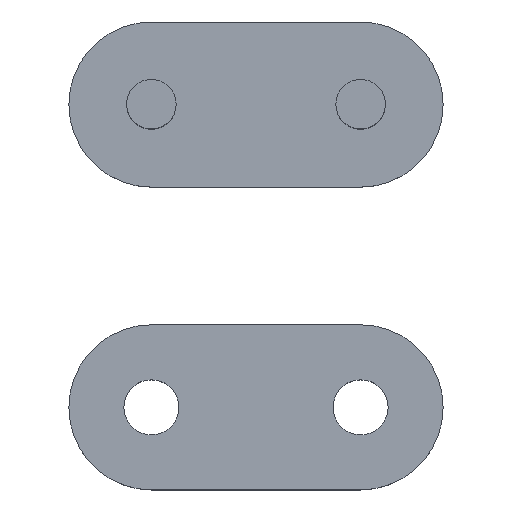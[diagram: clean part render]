
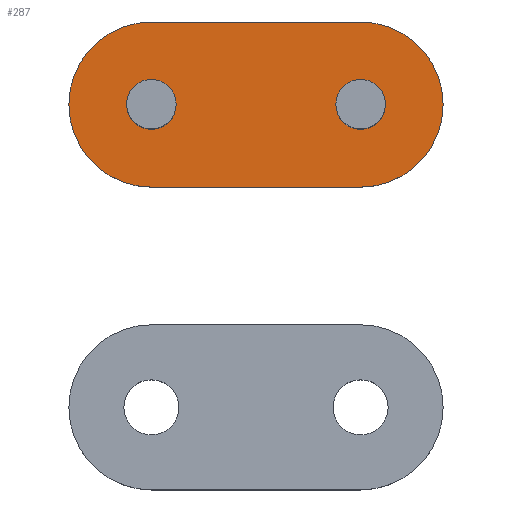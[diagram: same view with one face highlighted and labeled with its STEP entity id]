
A CAD part, top view. The second image highlights one B-rep face of the part: STEP entity #287.
In plain terms, the highlighted planar face has unit normal (0, 0, 1).
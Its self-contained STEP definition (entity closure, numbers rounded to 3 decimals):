
#31=PLANE('',#332);
#47=FACE_OUTER_BOUND('',#67,.T.);
#67=EDGE_LOOP('',(#225,#226,#227,#228));
#83=LINE('',#464,#103);
#88=LINE('',#478,#108);
#103=VECTOR('',#376,10.);
#108=VECTOR('',#389,10.);
#125=CIRCLE('',#326,1.5);
#127=CIRCLE('',#330,1.5);
#141=VERTEX_POINT('',#462);
#142=VERTEX_POINT('',#463);
#145=VERTEX_POINT('',#471);
#147=VERTEX_POINT('',#477);
#167=EDGE_CURVE('',#141,#142,#83,.T.);
#171=EDGE_CURVE('',#142,#145,#125,.T.);
#174=EDGE_CURVE('',#145,#147,#88,.T.);
#177=EDGE_CURVE('',#147,#141,#127,.T.);
#225=ORIENTED_EDGE('',*,*,#177,.T.);
#226=ORIENTED_EDGE('',*,*,#167,.T.);
#227=ORIENTED_EDGE('',*,*,#171,.T.);
#228=ORIENTED_EDGE('',*,*,#174,.T.);
#287=ADVANCED_FACE('',(#47),#31,.T.);
#326=AXIS2_PLACEMENT_3D('',#472,#382,#383);
#330=AXIS2_PLACEMENT_3D('',#483,#394,#395);
#332=AXIS2_PLACEMENT_3D('',#485,#398,#399);
#376=DIRECTION('',(1.,0.,0.));
#382=DIRECTION('center_axis',(0.,0.,1.));
#383=DIRECTION('ref_axis',(0.,-1.,0.));
#389=DIRECTION('',(-1.,0.,0.));
#394=DIRECTION('center_axis',(0.,0.,1.));
#395=DIRECTION('ref_axis',(0.,1.,0.));
#398=DIRECTION('center_axis',(0.,0.,1.));
#399=DIRECTION('ref_axis',(1.,0.,0.));
#462=CARTESIAN_POINT('',(0.,-1.5,0.));
#463=CARTESIAN_POINT('',(3.8,-1.5,0.));
#464=CARTESIAN_POINT('',(0.,-1.5,0.));
#471=CARTESIAN_POINT('',(3.8,1.5,0.));
#472=CARTESIAN_POINT('Origin',(3.8,0.,0.));
#477=CARTESIAN_POINT('',(0.,1.5,0.));
#478=CARTESIAN_POINT('',(3.8,1.5,0.));
#483=CARTESIAN_POINT('Origin',(0.,0.,0.));
#485=CARTESIAN_POINT('Origin',(1.9,0.,0.));
